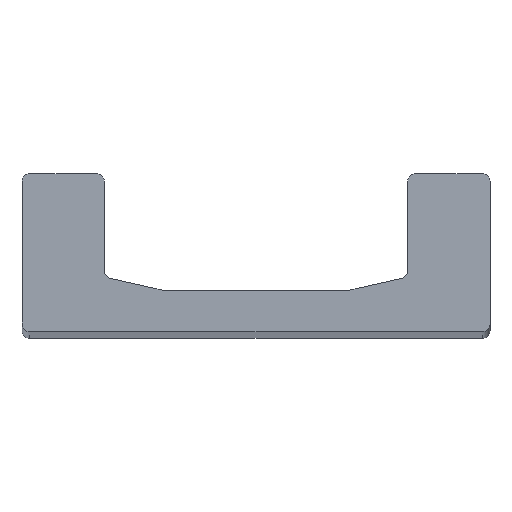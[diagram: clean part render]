
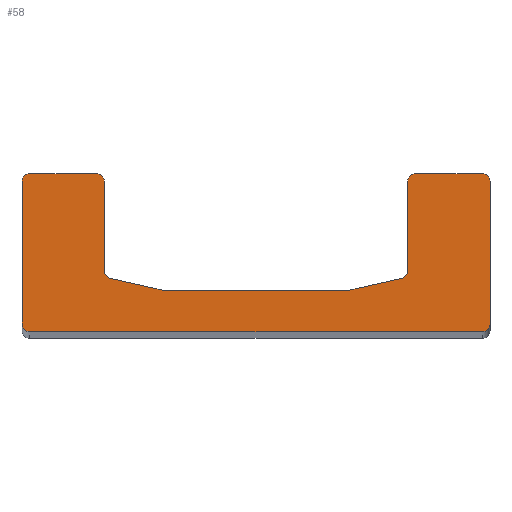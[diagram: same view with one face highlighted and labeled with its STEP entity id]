
A CAD part, top view. The second image highlights one B-rep face of the part: STEP entity #58.
In plain terms, the highlighted planar face has unit normal (0, 0, 1).
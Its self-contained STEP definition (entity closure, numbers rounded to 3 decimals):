
#58=ADVANCED_FACE('',(#91),#92,.T.);
#91=FACE_OUTER_BOUND('',#131,.T.);
#92=PLANE('',#132);
#131=EDGE_LOOP('',(#231,#232,#233,#234,#235,#236,#237,#238,#239,#240,#241,#242,#243,#244,#245,#246,#247,#248));
#132=AXIS2_PLACEMENT_3D('',#249,#250,#251);
#231=ORIENTED_EDGE('',*,*,#350,.T.);
#232=ORIENTED_EDGE('',*,*,#354,.F.);
#233=ORIENTED_EDGE('',*,*,#355,.T.);
#234=ORIENTED_EDGE('',*,*,#356,.F.);
#235=ORIENTED_EDGE('',*,*,#357,.T.);
#236=ORIENTED_EDGE('',*,*,#347,.F.);
#237=ORIENTED_EDGE('',*,*,#342,.T.);
#238=ORIENTED_EDGE('',*,*,#346,.T.);
#239=ORIENTED_EDGE('',*,*,#358,.F.);
#240=ORIENTED_EDGE('',*,*,#319,.F.);
#241=ORIENTED_EDGE('',*,*,#315,.F.);
#242=ORIENTED_EDGE('',*,*,#324,.F.);
#243=ORIENTED_EDGE('',*,*,#334,.T.);
#244=ORIENTED_EDGE('',*,*,#339,.F.);
#245=ORIENTED_EDGE('',*,*,#336,.T.);
#246=ORIENTED_EDGE('',*,*,#329,.F.);
#247=ORIENTED_EDGE('',*,*,#327,.T.);
#248=ORIENTED_EDGE('',*,*,#359,.F.);
#249=CARTESIAN_POINT('',(36.17,14.655,1000.0));
#250=DIRECTION('',(0.0,0.0,1.0));
#251=DIRECTION('',(1.0,0.0,0.0));
#315=EDGE_CURVE('',#369,#370,#371,.T.);
#319=EDGE_CURVE('',#370,#377,#378,.T.);
#324=EDGE_CURVE('',#384,#369,#386,.T.);
#327=EDGE_CURVE('',#392,#390,#393,.T.);
#329=EDGE_CURVE('',#392,#395,#396,.T.);
#334=EDGE_CURVE('',#384,#402,#404,.T.);
#336=EDGE_CURVE('',#407,#395,#408,.T.);
#339=EDGE_CURVE('',#407,#402,#411,.T.);
#342=EDGE_CURVE('',#417,#415,#418,.T.);
#346=EDGE_CURVE('',#415,#422,#424,.T.);
#347=EDGE_CURVE('',#417,#425,#426,.T.);
#350=EDGE_CURVE('',#430,#431,#432,.T.);
#354=EDGE_CURVE('',#438,#431,#439,.T.);
#355=EDGE_CURVE('',#438,#440,#441,.T.);
#356=EDGE_CURVE('',#442,#440,#443,.T.);
#357=EDGE_CURVE('',#442,#425,#444,.T.);
#358=EDGE_CURVE('',#377,#422,#445,.T.);
#359=EDGE_CURVE('',#430,#390,#446,.T.);
#369=VERTEX_POINT('',#459);
#370=VERTEX_POINT('',#460);
#371=CIRCLE('',#461,2.0);
#377=VERTEX_POINT('',#469);
#378=LINE('',#470,#471);
#384=VERTEX_POINT('',#480);
#386=LINE('',#483,#484);
#390=VERTEX_POINT('',#488);
#392=VERTEX_POINT('',#491);
#393=CIRCLE('',#492,2.0);
#395=VERTEX_POINT('',#495);
#396=LINE('',#496,#497);
#402=VERTEX_POINT('',#505);
#404=CIRCLE('',#508,2.0);
#407=VERTEX_POINT('',#511);
#408=CIRCLE('',#512,2.0);
#411=LINE('',#517,#518);
#415=VERTEX_POINT('',#522);
#417=VERTEX_POINT('',#525);
#418=CIRCLE('',#526,2.0);
#422=VERTEX_POINT('',#532);
#424=LINE('',#535,#536);
#425=VERTEX_POINT('',#537);
#426=LINE('',#538,#539);
#430=VERTEX_POINT('',#545);
#431=VERTEX_POINT('',#546);
#432=CIRCLE('',#547,2.0);
#438=VERTEX_POINT('',#555);
#439=LINE('',#556,#557);
#440=VERTEX_POINT('',#558);
#441=CIRCLE('',#559,2.0);
#442=VERTEX_POINT('',#560);
#443=LINE('',#561,#562);
#444=CIRCLE('',#563,2.0);
#445=LINE('',#564,#565);
#446=LINE('',#566,#567);
#459=CARTESIAN_POINT('',(-39.35,15.8,1000.0));
#460=CARTESIAN_POINT('',(-37.982,13.903,1000.0));
#461=AXIS2_PLACEMENT_3D('',#587,#588,#589);
#469=CARTESIAN_POINT('',(-24.35,10.8,1000.0));
#470=CARTESIAN_POINT('',(-37.982,13.903,1000.0));
#471=VECTOR('',#595,1.);
#480=CARTESIAN_POINT('',(-39.35,39.0,1000.0));
#483=CARTESIAN_POINT('',(-39.35,41.0,1000.0));
#484=VECTOR('',#600,1.0);
#488=CARTESIAN_POINT('',(-58.65,0.,1000.0));
#491=CARTESIAN_POINT('',(-60.65,2.0,1000.0));
#492=AXIS2_PLACEMENT_3D('',#605,#606,#607);
#495=CARTESIAN_POINT('',(-60.65,39.0,1000.0));
#496=CARTESIAN_POINT('',(-60.65,0.0,1000.0));
#497=VECTOR('',#609,1.0);
#505=CARTESIAN_POINT('',(-41.35,41.0,1000.0));
#508=AXIS2_PLACEMENT_3D('',#616,#617,#618);
#511=CARTESIAN_POINT('',(-58.65,41.0,1000.0));
#512=AXIS2_PLACEMENT_3D('',#622,#623,#624);
#517=CARTESIAN_POINT('',(-60.65,41.0,1000.0));
#518=VECTOR('',#627,1.0);
#522=CARTESIAN_POINT('',(37.982,13.903,1000.0));
#525=CARTESIAN_POINT('',(39.35,15.8,1000.0));
#526=AXIS2_PLACEMENT_3D('',#632,#633,#634);
#532=CARTESIAN_POINT('',(24.35,10.8,1000.0));
#535=CARTESIAN_POINT('',(37.982,13.903,1000.0));
#536=VECTOR('',#638,1.0);
#537=CARTESIAN_POINT('',(39.35,39.0,1000.0));
#538=CARTESIAN_POINT('',(39.35,41.0,1000.0));
#539=VECTOR('',#639,1.0);
#545=CARTESIAN_POINT('',(58.65,0.,1000.0));
#546=CARTESIAN_POINT('',(60.65,2.0,1000.0));
#547=AXIS2_PLACEMENT_3D('',#642,#643,#644);
#555=CARTESIAN_POINT('',(60.65,39.0,1000.0));
#556=CARTESIAN_POINT('',(60.65,0.0,1000.0));
#557=VECTOR('',#650,1.0);
#558=CARTESIAN_POINT('',(58.65,41.0,1000.0));
#559=AXIS2_PLACEMENT_3D('',#651,#652,#653);
#560=CARTESIAN_POINT('',(41.35,41.0,1000.0));
#561=CARTESIAN_POINT('',(60.65,41.0,1000.0));
#562=VECTOR('',#654,1.0);
#563=AXIS2_PLACEMENT_3D('',#655,#656,#657);
#564=CARTESIAN_POINT('',(-39.35,10.8,1000.0));
#565=VECTOR('',#658,1.0);
#566=CARTESIAN_POINT('',(0.0,0.0,1000.0));
#567=VECTOR('',#659,1.0);
#587=CARTESIAN_POINT('',(-37.35,15.8,1000.0));
#588=DIRECTION('',(0.,0.0,1.0));
#589=DIRECTION('',(1.0,0.0,0.));
#595=DIRECTION('',(0.975,-0.222,0.));
#600=DIRECTION('',(0.0,-1.0,0.0));
#605=CARTESIAN_POINT('',(-58.65,2.0,1000.0));
#606=DIRECTION('',(0.,0.0,1.0));
#607=DIRECTION('',(0.,-1.0,0.));
#609=DIRECTION('',(0.0,1.0,0.0));
#616=CARTESIAN_POINT('',(-41.35,39.0,1000.0));
#617=DIRECTION('',(0.,0.0,1.0));
#618=DIRECTION('',(0.,1.0,0.));
#622=CARTESIAN_POINT('',(-58.65,39.0,1000.0));
#623=DIRECTION('',(0.,0.0,1.0));
#624=DIRECTION('',(-1.0,0.0,0.));
#627=DIRECTION('',(1.0,0.0,0.));
#632=CARTESIAN_POINT('',(37.35,15.8,1000.0));
#633=DIRECTION('',(0.,0.0,-1.0));
#634=DIRECTION('',(-1.0,0.0,0.));
#638=DIRECTION('',(-0.975,-0.222,0.));
#639=DIRECTION('',(0.0,1.0,0.0));
#642=CARTESIAN_POINT('',(58.65,2.0,1000.0));
#643=DIRECTION('',(0.0,0.0,1.0));
#644=DIRECTION('',(0.,-1.0,0.0));
#650=DIRECTION('',(-0.0,-1.0,-0.0));
#651=CARTESIAN_POINT('',(58.65,39.0,1000.0));
#652=DIRECTION('',(0.0,0.0,1.0));
#653=DIRECTION('',(1.0,0.0,0.0));
#654=DIRECTION('',(1.0,0.0,0.0));
#655=CARTESIAN_POINT('',(41.35,39.0,1000.0));
#656=DIRECTION('',(0.0,-0.0,1.0));
#657=DIRECTION('',(0.,1.0,0.0));
#658=DIRECTION('',(1.0,0.,0.));
#659=DIRECTION('',(-1.0,-0.0,-0.0));
